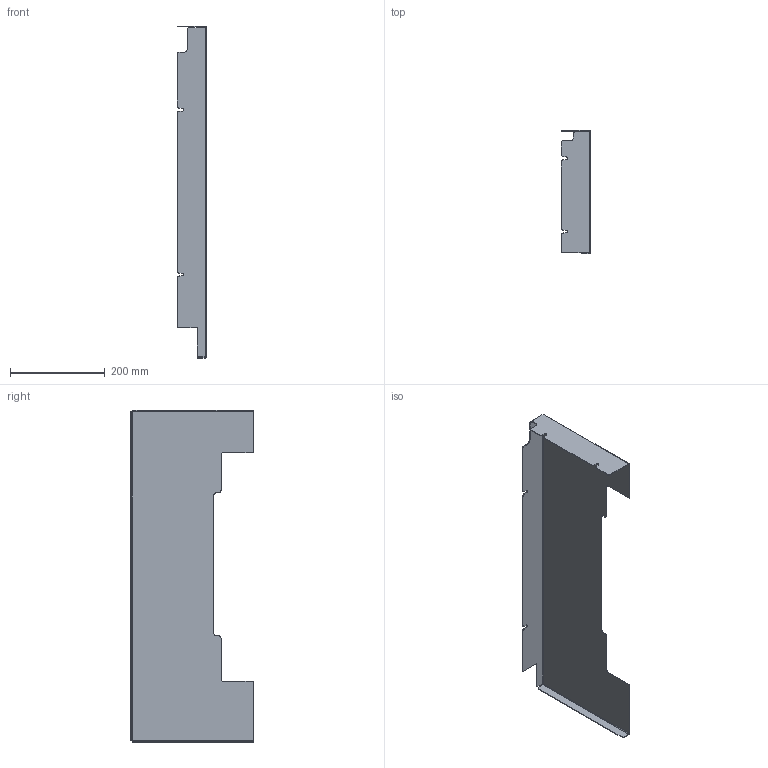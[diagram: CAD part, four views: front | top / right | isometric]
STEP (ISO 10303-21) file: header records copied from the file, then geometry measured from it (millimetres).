
FILE_DESCRIPTION (( 'STEP AP214' ), '1' );
FILE_NAME ('RecoaterShield.STEP', '2021-11-24T10:13:18', ( '' ), ( '' ), 'SwSTEP 2.0', 'SolidWorks 2020', '' );
FILE_SCHEMA (( 'AUTOMOTIVE_DESIGN' ));
Length unit declared in the file: millimetre
Products named in the file (1): RecoaterShield
Bounding box: 61.5 x 258.5 x 700.8 mm (x, y, z)
Volume: 299662.7 mm3; surface area: 403153.5 mm2
Topology: 1 solids, 1 shells, 87 faces, 231 edges, 146 vertices
Faces by surface type: plane 51, cylinder 36
Entity records: 2719 total; most frequent: DIRECTION 479, CARTESIAN_POINT 465, ORIENTED_EDGE 462, EDGE_CURVE 231, AXIS2_PLACEMENT_3D 160, VECTOR 159, LINE 159, VERTEX_POINT 146
